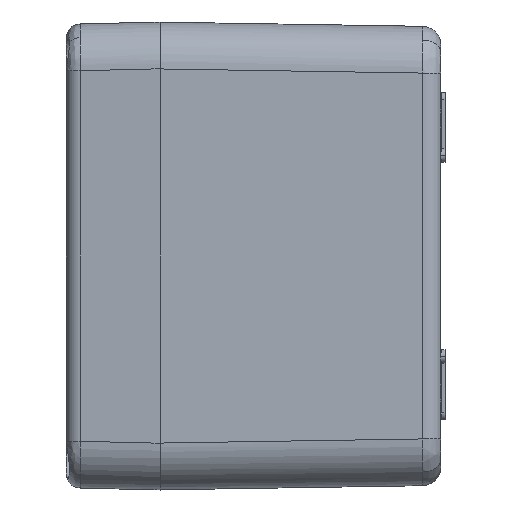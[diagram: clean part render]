
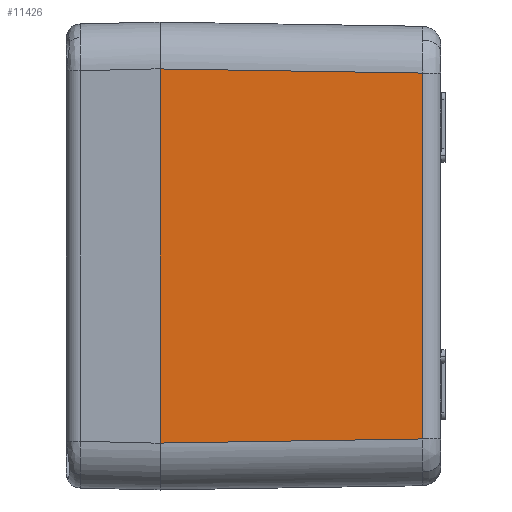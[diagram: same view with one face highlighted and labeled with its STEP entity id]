
A CAD part, left-side view. The second image highlights one B-rep face of the part: STEP entity #11426.
In plain terms, the highlighted planar face has unit normal (-1, -0.016, 0).
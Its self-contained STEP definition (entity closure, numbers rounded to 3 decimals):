
#1546 = VERTEX_POINT ( 'NONE', #8200 ) ;
#2276 = VERTEX_POINT ( 'NONE', #10879 ) ;
#2309 = EDGE_CURVE ( 'NONE', #2276, #1546, #11013, .T. ) ;
#5768 = VERTEX_POINT ( 'NONE', #16500 ) ;
#5819 = VERTEX_POINT ( 'NONE', #16490 ) ;
#6229 = EDGE_CURVE ( 'NONE', #5819, #5768, #16584, .T. ) ;
#8200 = CARTESIAN_POINT ( 'NONE',  ( -159.088, -56.063, 39.089 ) ) ;
#10879 = CARTESIAN_POINT ( 'NONE',  ( -159.088, -56.063, -39.089 ) ) ;
#11010 = DIRECTION ( 'NONE',  ( 0., 0., 1. ) ) ;
#11011 = VECTOR ( 'NONE', #11010, 1000. ) ;
#11012 = CARTESIAN_POINT ( 'NONE',  ( -159.088, -56.063, 49.026 ) ) ;
#11013 = LINE ( 'NONE', #11012, #11011 ) ;
#11095 = ORIENTED_EDGE ( 'NONE', *, *, #6229, .F. ) ;
#11353 = ORIENTED_EDGE ( 'NONE', *, *, #11402, .T. ) ;
#11357 = ORIENTED_EDGE ( 'NONE', *, *, #2309, .T. ) ;
#11402 = EDGE_CURVE ( 'NONE', #1546, #5768, #17887, .T. ) ;
#11426 = ADVANCED_FACE ( 'NONE', ( #17883 ), #17882, .T. ) ;
#11447 = EDGE_LOOP ( 'NONE', ( #11357, #11353, #11095, #15028 ) ) ;
#14971 = EDGE_CURVE ( 'NONE', #5819, #2276, #18409, .T. ) ;
#15028 = ORIENTED_EDGE ( 'NONE', *, *, #14971, .T. ) ;
#16490 = CARTESIAN_POINT ( 'NONE',  ( -159.969, 0., -39.97 ) ) ;
#16500 = CARTESIAN_POINT ( 'NONE',  ( -159.969, 0., 39.97 ) ) ;
#16581 = DIRECTION ( 'NONE',  ( 0., 0., 1. ) ) ;
#16582 = VECTOR ( 'NONE', #16581, 1000. ) ;
#16583 = CARTESIAN_POINT ( 'NONE',  ( -159.969, 0., -50. ) ) ;
#16584 = LINE ( 'NONE', #16583, #16582 ) ;
#17878 = DIRECTION ( 'NONE',  ( 0.016, -1., 0. ) ) ;
#17879 = DIRECTION ( 'NONE',  ( -1., -0.016, 0. ) ) ;
#17880 = CARTESIAN_POINT ( 'NONE',  ( -160., 2., -50. ) ) ;
#17881 = AXIS2_PLACEMENT_3D ( 'NONE', #17880, #17879, #17878 ) ;
#17882 = PLANE ( 'NONE',  #17881 ) ;
#17883 = FACE_OUTER_BOUND ( 'NONE', #11447, .T. ) ;
#17884 = DIRECTION ( 'NONE',  ( -0.016, 1., 0.016 ) ) ;
#17885 = VECTOR ( 'NONE', #17884, 1000. ) ;
#17886 = CARTESIAN_POINT ( 'NONE',  ( -159.978, 0.587, 39.979 ) ) ;
#17887 = LINE ( 'NONE', #17886, #17885 ) ;
#18406 = DIRECTION ( 'NONE',  ( 0.016, -1., 0.016 ) ) ;
#18407 = VECTOR ( 'NONE', #18406, 1000. ) ;
#18408 = CARTESIAN_POINT ( 'NONE',  ( -160.002, 2.157, -40.004 ) ) ;
#18409 = LINE ( 'NONE', #18408, #18407 ) ;
